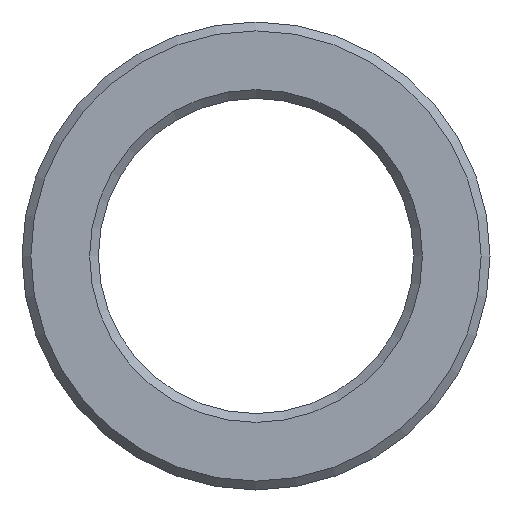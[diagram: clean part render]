
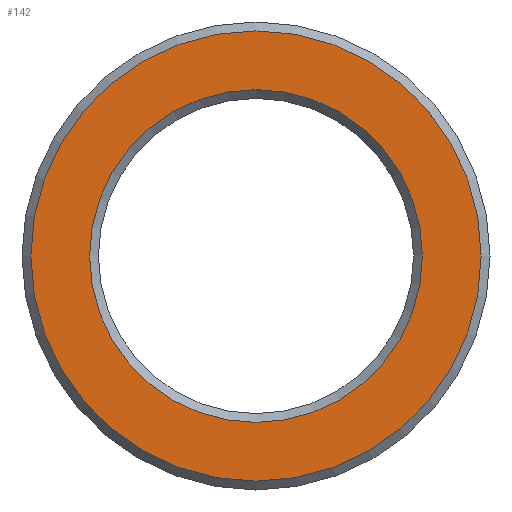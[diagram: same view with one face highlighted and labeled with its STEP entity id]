
A CAD part, left-side view. The second image highlights one B-rep face of the part: STEP entity #142.
In plain terms, the highlighted planar face has unit normal (-1, 0, 0).
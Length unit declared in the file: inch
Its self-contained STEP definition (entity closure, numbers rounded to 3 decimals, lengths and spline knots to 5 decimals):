
#100=CARTESIAN_POINT('',(0.,-0.3745,0.0));
#101=VERTEX_POINT('',#100);
#102=CARTESIAN_POINT('',(0.,0.0,0.0));
#103=DIRECTION('',(-1.0,0.0,0.0));
#104=DIRECTION('',(0.0,1.0,0.0));
#105=AXIS2_PLACEMENT_3D('',#102,#103,#104);
#106=CIRCLE('',#105,0.3745);
#107=EDGE_CURVE('',#101,#101,#106,.T.);
#123=CARTESIAN_POINT('',(0.,-0.4405,0.0));
#124=DIRECTION('',(-1.0,0.0,0.0));
#125=DIRECTION('',(0.0,0.0,1.0));
#126=AXIS2_PLACEMENT_3D('',#123,#124,#125);
#127=PLANE('',#126);
#128=CARTESIAN_POINT('',(0.,-0.5065,0.0));
#129=VERTEX_POINT('',#128);
#130=CARTESIAN_POINT('',(0.,0.0,0.0));
#131=DIRECTION('',(1.0,0.0,0.0));
#132=DIRECTION('',(0.0,1.0,0.0));
#133=AXIS2_PLACEMENT_3D('',#130,#131,#132);
#134=CIRCLE('',#133,0.5065);
#135=EDGE_CURVE('',#129,#129,#134,.T.);
#136=ORIENTED_EDGE('',*,*,#135,.F.);
#137=EDGE_LOOP('',(#136));
#138=FACE_OUTER_BOUND('',#137,.T.);
#139=ORIENTED_EDGE('',*,*,#107,.F.);
#140=EDGE_LOOP('',(#139));
#141=FACE_BOUND('',#140,.T.);
#142=ADVANCED_FACE('',(#138,#141),#127,.T.);
